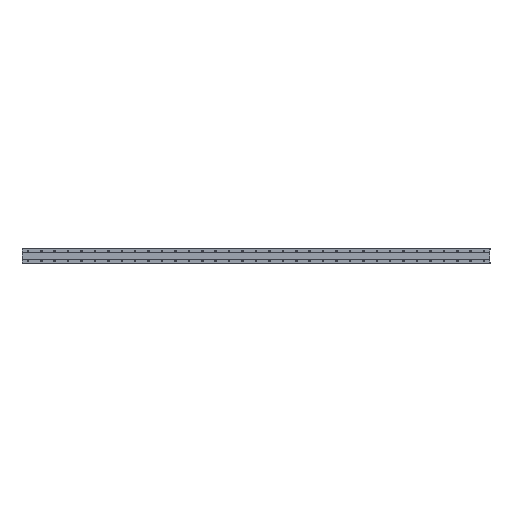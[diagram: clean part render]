
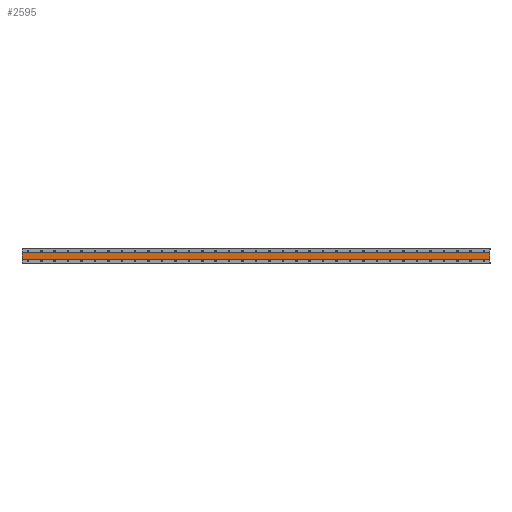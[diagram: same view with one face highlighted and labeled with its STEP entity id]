
A CAD part, front view. The second image highlights one B-rep face of the part: STEP entity #2595.
In plain terms, the highlighted planar face has unit normal (0, -1, 0).
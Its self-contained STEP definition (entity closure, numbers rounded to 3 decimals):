
#3 = DIRECTION ( 'NONE',  ( 0., 0., 1. ) ) ;
#225 = DIRECTION ( 'NONE',  ( 1., 0., 0. ) ) ;
#255 = CARTESIAN_POINT ( 'NONE',  ( 2755., 1., 20. ) ) ;
#476 = EDGE_LOOP ( 'NONE', ( #777, #4212, #9194, #900 ) ) ;
#777 = ORIENTED_EDGE ( 'NONE', *, *, #6384, .F. ) ;
#900 = ORIENTED_EDGE ( 'NONE', *, *, #3113, .F. ) ;
#936 = VERTEX_POINT ( 'NONE', #3166 ) ;
#1546 = VECTOR ( 'NONE', #5108, 1000. ) ;
#1876 = DIRECTION ( 'NONE',  ( 0., 0., 1. ) ) ;
#2595 = ADVANCED_FACE ( 'NONE', ( #6629 ), #6449, .F. ) ;
#3113 = EDGE_CURVE ( 'NONE', #7709, #10242, #10209, .T. ) ;
#3166 = CARTESIAN_POINT ( 'NONE',  ( 2755., 1., 20. ) ) ;
#3930 = DIRECTION ( 'NONE',  ( 0., 0., -1. ) ) ;
#4212 = ORIENTED_EDGE ( 'NONE', *, *, #8782, .F. ) ;
#4577 = CARTESIAN_POINT ( 'NONE',  ( 2755., 1., 20. ) ) ;
#4728 = CARTESIAN_POINT ( 'NONE',  ( -35., 1., -20. ) ) ;
#5108 = DIRECTION ( 'NONE',  ( -1., 0., 0. ) ) ;
#5696 = CARTESIAN_POINT ( 'NONE',  ( 2755., 1., 20. ) ) ;
#5779 = VECTOR ( 'NONE', #225, 1000. ) ;
#5856 = VERTEX_POINT ( 'NONE', #10663 ) ;
#6384 = EDGE_CURVE ( 'NONE', #5856, #7709, #9953, .T. ) ;
#6386 = VECTOR ( 'NONE', #3930, 1000. ) ;
#6449 = PLANE ( 'NONE',  #7918 ) ;
#6629 = FACE_OUTER_BOUND ( 'NONE', #476, .T. ) ;
#6801 = EDGE_CURVE ( 'NONE', #10242, #936, #8612, .T. ) ;
#7709 = VERTEX_POINT ( 'NONE', #4728 ) ;
#7918 = AXIS2_PLACEMENT_3D ( 'NONE', #4577, #8246, #3 ) ;
#8246 = DIRECTION ( 'NONE',  ( 0., 1., 0. ) ) ;
#8449 = CARTESIAN_POINT ( 'NONE',  ( -35., 1., 20. ) ) ;
#8612 = LINE ( 'NONE', #5696, #5779 ) ;
#8782 = EDGE_CURVE ( 'NONE', #936, #5856, #11257, .T. ) ;
#9194 = ORIENTED_EDGE ( 'NONE', *, *, #6801, .F. ) ;
#9485 = VECTOR ( 'NONE', #1876, 1000. ) ;
#9953 = LINE ( 'NONE', #10624, #1546 ) ;
#10114 = CARTESIAN_POINT ( 'NONE',  ( -35., 1., 20. ) ) ;
#10209 = LINE ( 'NONE', #8449, #9485 ) ;
#10242 = VERTEX_POINT ( 'NONE', #10114 ) ;
#10624 = CARTESIAN_POINT ( 'NONE',  ( 2755., 1., -20. ) ) ;
#10663 = CARTESIAN_POINT ( 'NONE',  ( 2755., 1., -20. ) ) ;
#11257 = LINE ( 'NONE', #255, #6386 ) ;
